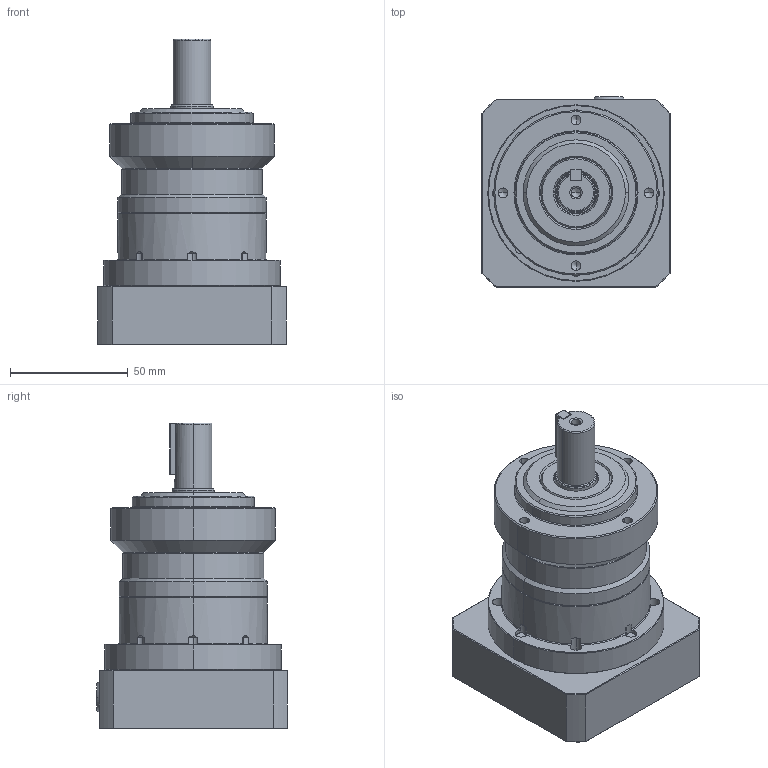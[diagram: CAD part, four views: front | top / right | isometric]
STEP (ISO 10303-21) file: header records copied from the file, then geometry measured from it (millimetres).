
FILE_DESCRIPTION (( 'STEP AP203' ), '1' );
FILE_NAME ('PGA070-05A3.step', '2019-12-03T14:53:12', ( '' ), ( '' ), 'SwSTEP 2.0', 'SolidWorks 2019', '' );
FILE_SCHEMA (( 'CONFIG_CONTROL_DESIGN' ));
Length unit declared in the file: inch
Products named in the file (1): PGA070-05A3
Bounding box: 80 x 81 x 130 mm (x, y, z)
Volume: 345631.8 mm3; surface area: 53839.9 mm2
Topology: 1 solids, 1 shells, 360 faces, 898 edges, 542 vertices
Faces by surface type: plane 123, cone 104, cylinder 100, torus 33
Entity records: 10945 total; most frequent: CARTESIAN_POINT 2448, DIRECTION 1834, ORIENTED_EDGE 1728, EDGE_CURVE 864, AXIS2_PLACEMENT_3D 728, VERTEX_POINT 542, EDGE_LOOP 402, VECTOR 378
